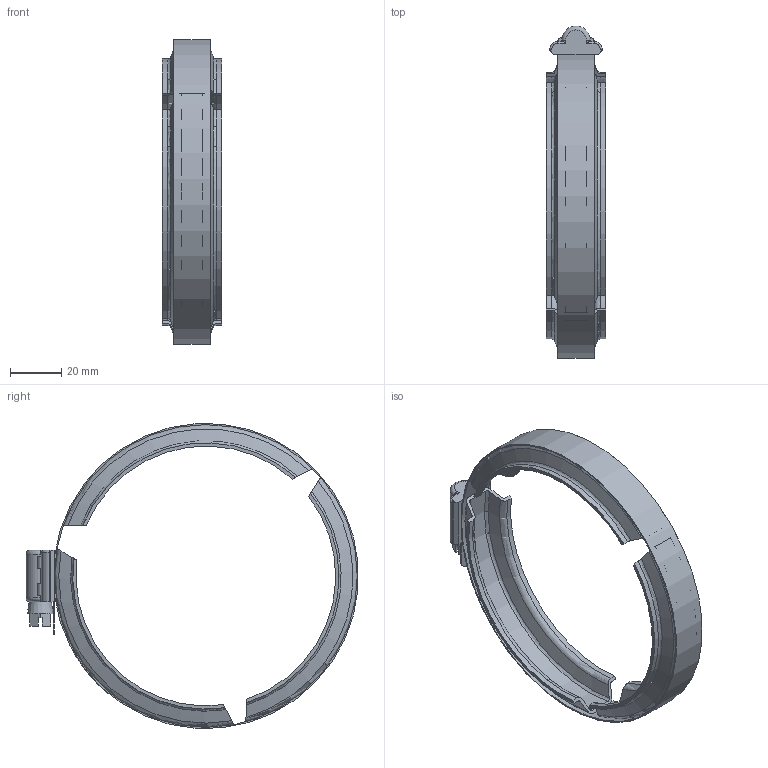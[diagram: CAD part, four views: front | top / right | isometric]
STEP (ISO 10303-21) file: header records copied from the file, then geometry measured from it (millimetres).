
FILE_DESCRIPTION(/* description */ ('3" HI TORQUE CLAMP'),/* implementation_level */ '2;1');
FILE_NAME(/* name */ 'FC300.stp',/* time_stamp */ '2018-07-30T12:44:53-04:00',/* author */ ('MJC'),/* organization */ (''),/* preprocessor_version */ 'ST-DEVELOPER v17',/* originating_system */ 'Autodesk Inventor 2018',/* authorisation */ '');
FILE_SCHEMA (('AUTOMOTIVE_DESIGN { 1 0 10303 214 3 1 1 }'));
Length unit declared in the file: inch
Products named in the file (1): FC300
Bounding box: 23.11 x 129.76 x 119.12 mm (x, y, z)
Volume: 19308.2 mm3; surface area: 28359 mm2
Topology: 1 solids, 1 shells, 396 faces, 1079 edges, 710 vertices
Faces by surface type: bspline 164, plane 133, cylinder 58, torus 28, cone 13
Full cylindrical faces by diameter (mm): 118.364 x1
Entity records: 54565 total; most frequent: CARTESIAN_POINT 45795, ORIENTED_EDGE 2158, DIRECTION 1234, EDGE_CURVE 1079, VERTEX_POINT 710, LINE 464, VECTOR 464, B_SPLINE_CURVE_WITH_KNOTS 437
